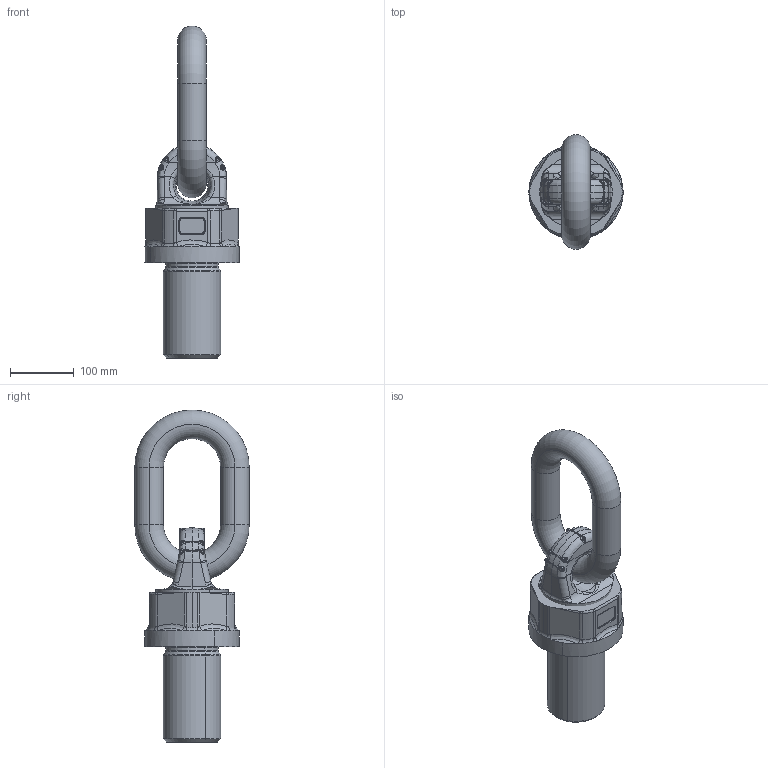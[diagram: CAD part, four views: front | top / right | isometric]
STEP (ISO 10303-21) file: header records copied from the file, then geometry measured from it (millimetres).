
FILE_DESCRIPTION(('CATIA V5 STEP Exchange'),'2;1');
FILE_NAME('G148-ASSY-for custmor.stp','2017-07-26T06:25:55+00:00',('none'),('none'),'CATIA Version 5 Release 21 GA (IN-10)','CATIA V5 STEP AP203','none');
FILE_SCHEMA(('CONFIG_CONTROL_DESIGN'));
Length unit declared in the file: millimetre
Products named in the file (1): 產品1
Assembly tree (2 placements, depth 2):
  產品1
    #58
    #6207
Bounding box: 147.96 x 180 x 521.75 mm (x, y, z)
Volume: 3634497.7 mm3; surface area: 247041.3 mm2
Topology: 3 solids, 3 shells, 385 faces, 924 edges, 526 vertices
Faces by surface type: bspline 186, cylinder 91, cone 32, plane 26, torus 26, sphere 20, revolution 4
Entity records: 26193 total; most frequent: CARTESIAN_POINT 19347, ORIENTED_EDGE 1808, EDGE_CURVE 904, DIRECTION 633, B_SPLINE_CURVE_WITH_KNOTS 587, VERTEX_POINT 526, EDGE_LOOP 390, ADVANCED_FACE 385
